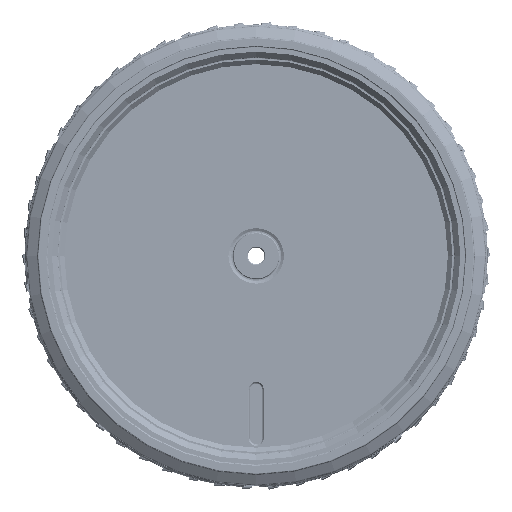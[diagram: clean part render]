
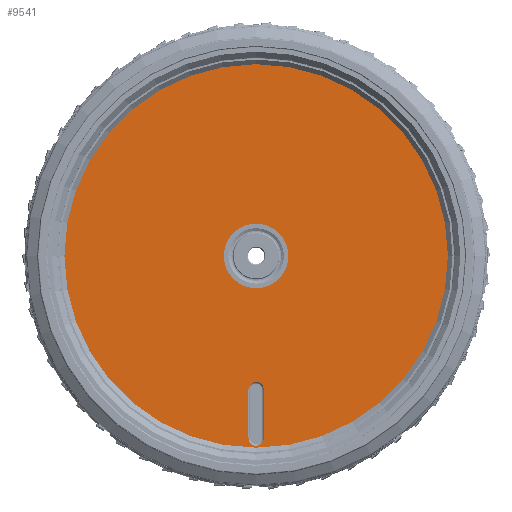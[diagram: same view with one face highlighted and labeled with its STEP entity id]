
A CAD part, top view. The second image highlights one B-rep face of the part: STEP entity #9541.
In plain terms, the highlighted planar face has unit normal (0, 0, 1).
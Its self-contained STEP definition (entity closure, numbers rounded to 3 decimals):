
#5493=FACE_BOUND('',#19675,.T.);
#5494=FACE_BOUND('',#19676,.T.);
#5495=FACE_BOUND('',#19677,.T.);
#9541=ADVANCED_FACE('',(#5493,#5494,#5495),#13597,.T.);
#13597=PLANE('',#78929);
#19675=EDGE_LOOP('',(#29242,#29243,#29244,#29245));
#19676=EDGE_LOOP('',(#29246));
#19677=EDGE_LOOP('',(#29247));
#24769=CIRCLE('',#78923,35.);
#24771=CIRCLE('',#78926,8.3);
#24772=CIRCLE('',#78927,8.3);
#24773=CIRCLE('',#78928,207.575);
#29242=ORIENTED_EDGE('',*,*,#58523,.T.);
#29243=ORIENTED_EDGE('',*,*,#58524,.T.);
#29244=ORIENTED_EDGE('',*,*,#58525,.T.);
#29245=ORIENTED_EDGE('',*,*,#58526,.T.);
#29246=ORIENTED_EDGE('',*,*,#58527,.F.);
#29247=ORIENTED_EDGE('',*,*,#58521,.T.);
#50724=VERTEX_POINT('',#119443);
#50726=VERTEX_POINT('',#119448);
#50727=VERTEX_POINT('',#119449);
#50728=VERTEX_POINT('',#119451);
#50729=VERTEX_POINT('',#119453);
#50730=VERTEX_POINT('',#119456);
#58521=EDGE_CURVE('',#50724,#50724,#24769,.T.);
#58523=EDGE_CURVE('',#50726,#50727,#68031,.T.);
#58524=EDGE_CURVE('',#50727,#50728,#24771,.T.);
#58525=EDGE_CURVE('',#50728,#50729,#68032,.T.);
#58526=EDGE_CURVE('',#50729,#50726,#24772,.T.);
#58527=EDGE_CURVE('',#50730,#50730,#24773,.T.);
#68031=LINE('',#119447,#72554);
#68032=LINE('',#119452,#72555);
#72554=VECTOR('',#89579,1.);
#72555=VECTOR('',#89582,1.);
#78923=AXIS2_PLACEMENT_3D('',#119442,#89573,#89574);
#78926=AXIS2_PLACEMENT_3D('',#119450,#89580,#89581);
#78927=AXIS2_PLACEMENT_3D('',#119454,#89583,#89584);
#78928=AXIS2_PLACEMENT_3D('',#119455,#89585,#89586);
#78929=AXIS2_PLACEMENT_3D('',#119457,#89587,#89588);
#89573=DIRECTION('',(0.,0.,-1.));
#89574=DIRECTION('',(-0.175,0.985,0.));
#89579=DIRECTION('',(0.,-1.,0.));
#89580=DIRECTION('',(0.,0.,-1.));
#89581=DIRECTION('',(-0.175,0.985,0.));
#89582=DIRECTION('',(0.,1.,0.));
#89583=DIRECTION('',(0.,0.,-1.));
#89584=DIRECTION('',(-0.175,0.985,0.));
#89585=DIRECTION('',(0.,0.,-1.));
#89586=DIRECTION('',(-0.175,0.985,0.));
#89587=DIRECTION('',(0.,0.,1.));
#89588=DIRECTION('',(-0.175,0.985,0.));
#119442=CARTESIAN_POINT('',(0.,0.,-45.05));
#119443=CARTESIAN_POINT('',(-6.114,34.462,-45.05));
#119447=CARTESIAN_POINT('',(8.3,0.,-45.05));
#119448=CARTESIAN_POINT('',(8.3,-144.8,-45.05));
#119449=CARTESIAN_POINT('',(8.3,-197.2,-45.05));
#119450=CARTESIAN_POINT('',(0.,-197.2,-45.05));
#119451=CARTESIAN_POINT('',(-8.3,-197.2,-45.05));
#119452=CARTESIAN_POINT('',(-8.3,0.,-45.05));
#119453=CARTESIAN_POINT('',(-8.3,-144.8,-45.05));
#119454=CARTESIAN_POINT('',(0.,-144.8,-45.05));
#119455=CARTESIAN_POINT('',(0.,0.,-45.05));
#119456=CARTESIAN_POINT('',(-36.259,204.384,-45.05));
#119457=CARTESIAN_POINT('',(-35.,0.,-45.05));
